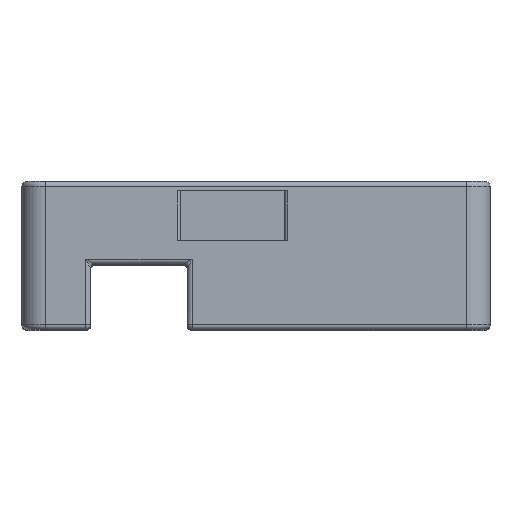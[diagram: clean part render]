
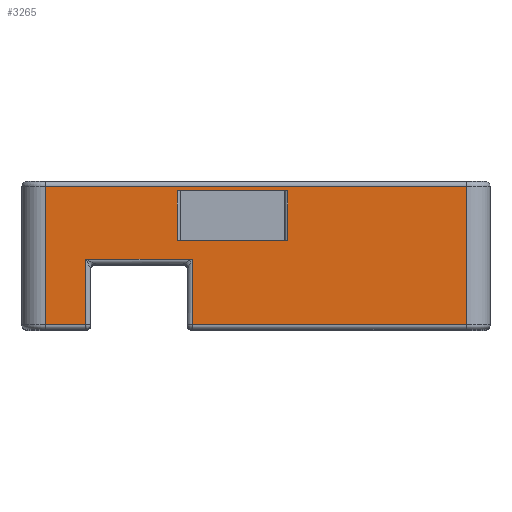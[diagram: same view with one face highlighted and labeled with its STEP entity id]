
A CAD part, top view. The second image highlights one B-rep face of the part: STEP entity #3265.
In plain terms, the highlighted planar face has unit normal (0, 0, 1).
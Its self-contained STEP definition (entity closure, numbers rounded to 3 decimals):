
#30=FACE_BOUND('',#461,.T.);
#140=PLANE('',#3547);
#243=FACE_OUTER_BOUND('',#460,.T.);
#460=EDGE_LOOP('',(#2314,#2315,#2316,#2317,#2318,#2319,#2320,#2321));
#461=EDGE_LOOP('',(#2322,#2323,#2324,#2325));
#654=LINE('',#5001,#928);
#659=LINE('',#5016,#933);
#676=LINE('',#5167,#950);
#678=LINE('',#5174,#952);
#682=LINE('',#5225,#956);
#695=LINE('',#5314,#969);
#699=LINE('',#5323,#973);
#700=LINE('',#5327,#974);
#701=LINE('',#5328,#975);
#702=LINE('',#5329,#976);
#703=LINE('',#5330,#977);
#704=LINE('',#5331,#978);
#928=VECTOR('',#3885,10.);
#933=VECTOR('',#3898,10.);
#950=VECTOR('',#3959,10.);
#952=VECTOR('',#3967,10.);
#956=VECTOR('',#3989,10.);
#969=VECTOR('',#4096,10.);
#973=VECTOR('',#4104,10.);
#974=VECTOR('',#4109,10.);
#975=VECTOR('',#4110,10.);
#976=VECTOR('',#4111,10.);
#977=VECTOR('',#4112,10.);
#978=VECTOR('',#4113,10.);
#1373=VERTEX_POINT('',#4994);
#1376=VERTEX_POINT('',#4999);
#1379=VERTEX_POINT('',#5009);
#1382=VERTEX_POINT('',#5014);
#1399=VERTEX_POINT('',#5125);
#1403=VERTEX_POINT('',#5166);
#1405=VERTEX_POINT('',#5172);
#1412=VERTEX_POINT('',#5223);
#1434=VERTEX_POINT('',#5284);
#1441=VERTEX_POINT('',#5310);
#1444=VERTEX_POINT('',#5322);
#1445=VERTEX_POINT('',#5326);
#1662=EDGE_CURVE('',#1376,#1373,#654,.T.);
#1669=EDGE_CURVE('',#1382,#1379,#659,.T.);
#1700=EDGE_CURVE('',#1399,#1403,#676,.T.);
#1704=EDGE_CURVE('',#1405,#1399,#678,.T.);
#1715=EDGE_CURVE('',#1412,#1405,#682,.T.);
#1759=EDGE_CURVE('',#1434,#1441,#695,.T.);
#1763=EDGE_CURVE('',#1441,#1444,#699,.T.);
#1765=EDGE_CURVE('',#1445,#1434,#700,.T.);
#1766=EDGE_CURVE('',#1403,#1445,#701,.T.);
#1767=EDGE_CURVE('',#1444,#1412,#702,.T.);
#1768=EDGE_CURVE('',#1376,#1379,#703,.T.);
#1769=EDGE_CURVE('',#1373,#1382,#704,.T.);
#2314=ORIENTED_EDGE('',*,*,#1759,.F.);
#2315=ORIENTED_EDGE('',*,*,#1765,.F.);
#2316=ORIENTED_EDGE('',*,*,#1766,.F.);
#2317=ORIENTED_EDGE('',*,*,#1700,.F.);
#2318=ORIENTED_EDGE('',*,*,#1704,.F.);
#2319=ORIENTED_EDGE('',*,*,#1715,.F.);
#2320=ORIENTED_EDGE('',*,*,#1767,.F.);
#2321=ORIENTED_EDGE('',*,*,#1763,.F.);
#2322=ORIENTED_EDGE('',*,*,#1768,.T.);
#2323=ORIENTED_EDGE('',*,*,#1669,.F.);
#2324=ORIENTED_EDGE('',*,*,#1769,.F.);
#2325=ORIENTED_EDGE('',*,*,#1662,.F.);
#3265=ADVANCED_FACE('',(#243,#30),#140,.T.);
#3547=AXIS2_PLACEMENT_3D('',#5325,#4107,#4108);
#3885=DIRECTION('',(0.,1.,0.));
#3898=DIRECTION('',(0.,-1.,0.));
#3959=DIRECTION('',(0.,-1.,0.));
#3967=DIRECTION('',(-1.,0.,0.));
#3989=DIRECTION('',(0.,1.,0.));
#4096=DIRECTION('',(1.,0.,0.));
#4104=DIRECTION('',(0.,-1.,0.));
#4107=DIRECTION('center_axis',(0.,0.,1.));
#4108=DIRECTION('ref_axis',(1.,0.,0.));
#4109=DIRECTION('',(0.,1.,0.));
#4110=DIRECTION('',(-1.,0.,0.));
#4111=DIRECTION('',(-1.,0.,0.));
#4112=DIRECTION('',(-1.,0.,0.));
#4113=DIRECTION('',(-1.,0.,0.));
#4994=CARTESIAN_POINT('',(4.1,17.8,20.));
#4999=CARTESIAN_POINT('',(4.1,11.4,20.));
#5001=CARTESIAN_POINT('',(4.1,14.25,20.));
#5009=CARTESIAN_POINT('',(-10.1,11.4,20.));
#5014=CARTESIAN_POINT('',(-10.1,17.8,20.));
#5016=CARTESIAN_POINT('',(-10.1,14.25,20.));
#5125=CARTESIAN_POINT('',(-21.8,9.,20.));
#5166=CARTESIAN_POINT('',(-21.8,0.6,20.));
#5167=CARTESIAN_POINT('',(-21.8,4.75,20.));
#5172=CARTESIAN_POINT('',(-8.2,9.,20.));
#5174=CARTESIAN_POINT('',(-10.6,9.,20.));
#5223=CARTESIAN_POINT('',(-8.2,0.6,20.));
#5225=CARTESIAN_POINT('',(-8.2,8.95,20.));
#5284=CARTESIAN_POINT('',(-27.,18.4,20.));
#5310=CARTESIAN_POINT('',(27.,18.4,20.));
#5314=CARTESIAN_POINT('',(15.,18.4,20.));
#5322=CARTESIAN_POINT('',(27.,0.6,20.));
#5323=CARTESIAN_POINT('',(27.,4.75,20.));
#5325=CARTESIAN_POINT('Origin',(0.,9.5,20.));
#5326=CARTESIAN_POINT('',(-27.,0.6,20.));
#5327=CARTESIAN_POINT('',(-27.,14.25,20.));
#5328=CARTESIAN_POINT('',(-15.,0.6,20.));
#5329=CARTESIAN_POINT('',(-4.4,0.6,20.));
#5330=CARTESIAN_POINT('',(-1.5,11.4,20.));
#5331=CARTESIAN_POINT('',(0.35,17.8,20.));
